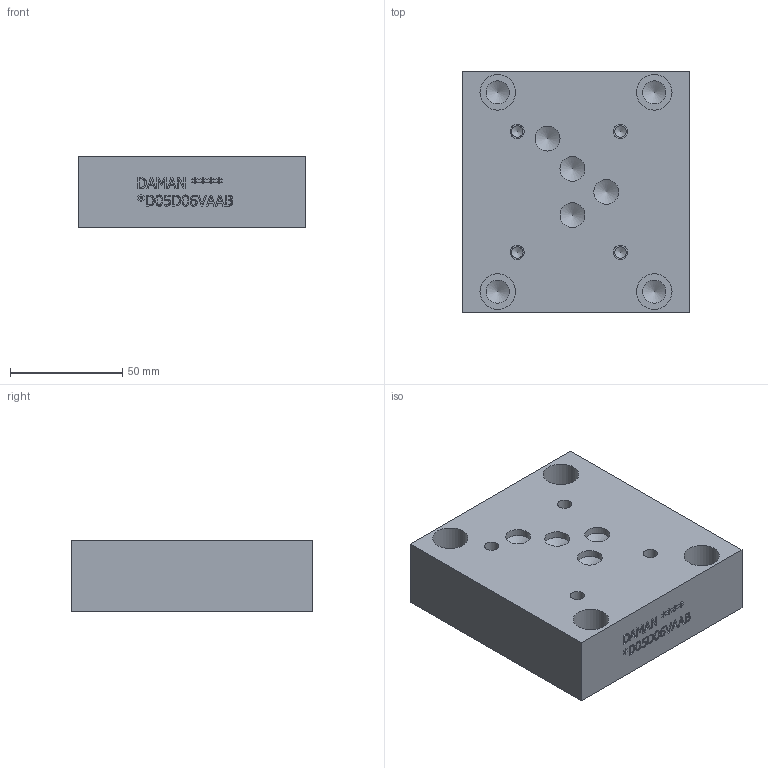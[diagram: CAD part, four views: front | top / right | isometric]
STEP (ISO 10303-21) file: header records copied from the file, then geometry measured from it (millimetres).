
FILE_DESCRIPTION(/* description */ (''),/* implementation_level */ '2;1');
FILE_NAME(/* name */ '_D05D06VAAB.stp',/* time_stamp */ '2020-09-24T16:22:11-04:00',/* author */ ('DEVONN'),/* organization */ (''),/* preprocessor_version */ 'ST-DEVELOPER v17',/* originating_system */ 'Autodesk Inventor 2019',/* authorisation */ '');
FILE_SCHEMA (('AUTOMOTIVE_DESIGN { 1 0 10303 214 3 1 1 }'));
Length unit declared in the file: millimetre
Products named in the file (1): Part_DD05D06VAAB.C09264R1_3D
Bounding box: 101.6 x 107.95 x 31.75 mm (x, y, z)
Volume: 324730.5 mm3; surface area: 42558.1 mm2
Topology: 1 solids, 1 shells, 399 faces, 1093 edges, 740 vertices
Faces by surface type: plane 250, bspline 94, cylinder 34, cone 21
Full cylindrical faces by diameter (mm): 5.105 x4, 6.35 x4, 10.312 x8, 11.113 x2, 11.125 x2, 14.275 x5, 15.875 x4, 22.225 x5
Entity records: 13354 total; most frequent: CARTESIAN_POINT 3434, ORIENTED_EDGE 2144, DIRECTION 1619, EDGE_CURVE 1072, LINE 761, VECTOR 761, VERTEX_POINT 740, EDGE_LOOP 464
